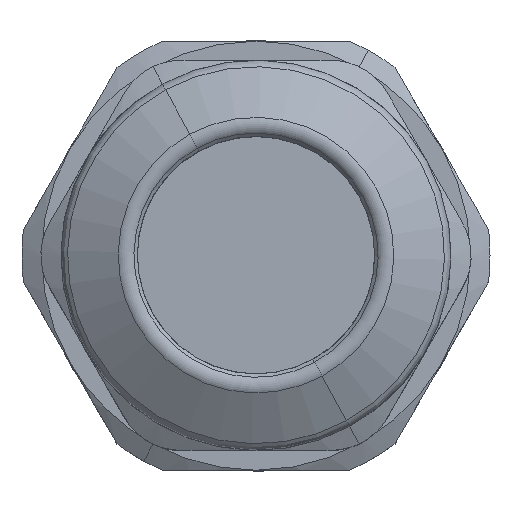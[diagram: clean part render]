
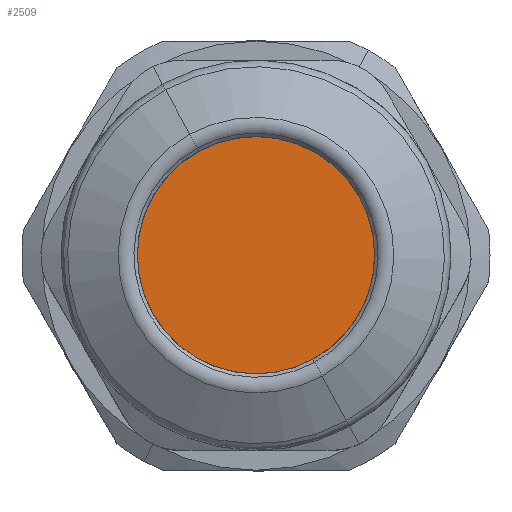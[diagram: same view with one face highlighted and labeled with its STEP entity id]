
A CAD part, top view. The second image highlights one B-rep face of the part: STEP entity #2509.
In plain terms, the highlighted planar face has unit normal (0, 0, 1).
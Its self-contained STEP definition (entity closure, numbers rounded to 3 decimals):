
#2464=CARTESIAN_POINT('Vertex',(9.125,0.,21.8)) ;
#2467=CARTESIAN_POINT('Axis2P3D Location',(0.,0.,21.8)) ;
#2471=CARTESIAN_POINT('Vertex',(-9.125,0.,21.8)) ;
#2487=CARTESIAN_POINT('Axis2P3D Location',(0.,0.,21.8)) ;
#2500=CARTESIAN_POINT('Axis2P3D Location',(0.,0.,21.8)) ;
#2468=DIRECTION('Axis2P3D Direction',(0.,-0.,-1.)) ;
#2488=DIRECTION('Axis2P3D Direction',(0.,-0.,-1.)) ;
#2501=DIRECTION('Axis2P3D Direction',(0.,0.,-1.)) ;
#2502=DIRECTION('Axis2P3D XDirection',(1.,0.,0.)) ;
#2469=AXIS2_PLACEMENT_3D('Circle Axis2P3D',#2467,#2468,$) ;
#2489=AXIS2_PLACEMENT_3D('Circle Axis2P3D',#2487,#2488,$) ;
#2503=AXIS2_PLACEMENT_3D('Plane Axis2P3D',#2500,#2501,#2502) ;
#2470=CIRCLE('generated circle',#2469,9.125) ;
#2490=CIRCLE('generated circle',#2489,9.125) ;
#2504=PLANE('',#2503) ;
#2473=EDGE_CURVE('',#2465,#2472,#2470,.T.) ;
#2491=EDGE_CURVE('',#2472,#2465,#2490,.T.) ;
#2506=ORIENTED_EDGE('',*,*,#2491,.F.) ;
#2507=ORIENTED_EDGE('',*,*,#2473,.F.) ;
#2505=EDGE_LOOP('',(#2506,#2507)) ;
#2465=VERTEX_POINT('',#2464) ;
#2472=VERTEX_POINT('',#2471) ;
#2509=ADVANCED_FACE('PartBody',(#2508),#2504,.F.) ;
#2508=FACE_OUTER_BOUND('',#2505,.T.) ;
